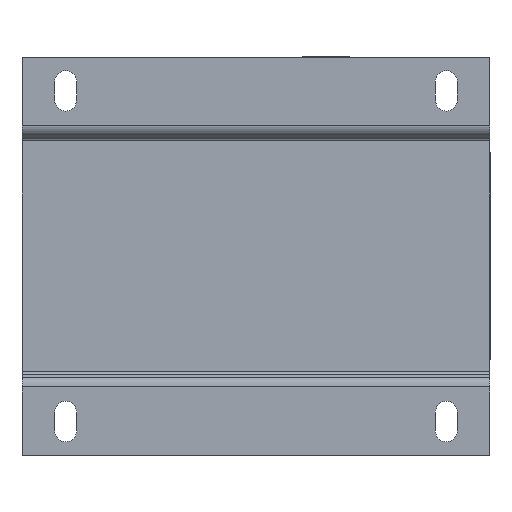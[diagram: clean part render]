
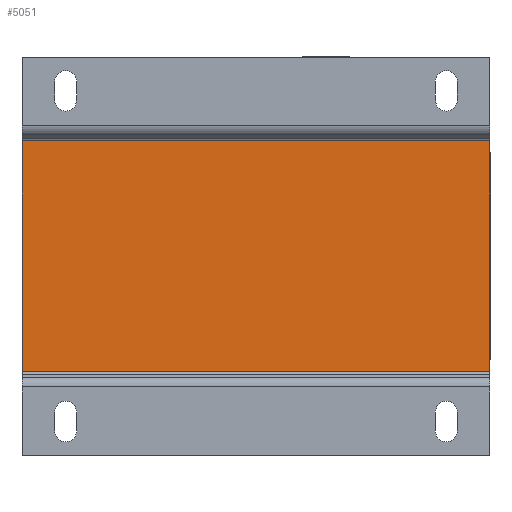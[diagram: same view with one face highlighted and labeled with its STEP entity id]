
A CAD part, front view. The second image highlights one B-rep face of the part: STEP entity #5051.
In plain terms, the highlighted planar face has unit normal (0, -1, 0).
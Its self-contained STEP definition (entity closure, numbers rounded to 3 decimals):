
#23 = LINE ( 'NONE', #5130, #431 ) ;
#390 = DIRECTION ( 'NONE',  ( 0., 1., 0. ) ) ;
#431 = VECTOR ( 'NONE', #535, 1000. ) ;
#535 = DIRECTION ( 'NONE',  ( 0., 0., 1. ) ) ;
#863 = VERTEX_POINT ( 'NONE', #7589 ) ;
#1578 = ORIENTED_EDGE ( 'NONE', *, *, #7497, .F. ) ;
#1690 = DIRECTION ( 'NONE',  ( 0., 0., -1. ) ) ;
#1713 = FACE_OUTER_BOUND ( 'NONE', #2606, .T. ) ;
#1864 = LINE ( 'NONE', #5001, #6798 ) ;
#2606 = EDGE_LOOP ( 'NONE', ( #8165, #5426, #3142, #1578 ) ) ;
#3142 = ORIENTED_EDGE ( 'NONE', *, *, #7643, .T. ) ;
#3378 = AXIS2_PLACEMENT_3D ( 'NONE', #5388, #390, #4331 ) ;
#3463 = PLANE ( 'NONE',  #3378 ) ;
#4211 = LINE ( 'NONE', #6220, #7731 ) ;
#4331 = DIRECTION ( 'NONE',  ( 0., 0., 1. ) ) ;
#4521 = EDGE_CURVE ( 'Defeature ausgef�hrt1_116+Defeature ausgef�hrt1_97+Defeature ausgef�hrt1_114+Defeature ausgef�hrt1_115', #7721, #863, #7476, .T. ) ;
#4712 = VERTEX_POINT ( 'NONE', #8348 ) ;
#5001 = CARTESIAN_POINT ( 'NONE',  ( 0., -65., -37. ) ) ;
#5051 = ADVANCED_FACE ( 'Defeature ausgef�hrt1_97', ( #1713 ), #3463, .F. ) ;
#5102 = CARTESIAN_POINT ( 'NONE',  ( 75., -65., -37. ) ) ;
#5130 = CARTESIAN_POINT ( 'NONE',  ( -75., -65., -63.75 ) ) ;
#5136 = CARTESIAN_POINT ( 'NONE',  ( -75., -65., 37. ) ) ;
#5246 = CARTESIAN_POINT ( 'NONE',  ( 0., -65., 37. ) ) ;
#5388 = CARTESIAN_POINT ( 'NONE',  ( 0., -65., 0. ) ) ;
#5426 = ORIENTED_EDGE ( 'NONE', *, *, #8289, .F. ) ;
#5528 = DIRECTION ( 'NONE',  ( 1., 0., 0. ) ) ;
#5750 = VECTOR ( 'NONE', #6511, 1000. ) ;
#6220 = CARTESIAN_POINT ( 'NONE',  ( 75., -65., -63.75 ) ) ;
#6511 = DIRECTION ( 'NONE',  ( 1., 0., 0. ) ) ;
#6798 = VECTOR ( 'NONE', #5528, 1000. ) ;
#7476 = LINE ( 'NONE', #5246, #5750 ) ;
#7497 = EDGE_CURVE ( 'Defeature ausgef�hrt1_96+Defeature ausgef�hrt1_97+Defeature ausgef�hrt1_115+Defeature ausgef�hrt1_103', #863, #8242, #4211, .T. ) ;
#7589 = CARTESIAN_POINT ( 'NONE',  ( 75., -65., 37. ) ) ;
#7643 = EDGE_CURVE ( 'Defeature ausgef�hrt1_97+Defeature ausgef�hrt1_104+Defeature ausgef�hrt1_94+Defeature ausgef�hrt1_96', #4712, #8242, #1864, .T. ) ;
#7721 = VERTEX_POINT ( 'NONE', #5136 ) ;
#7731 = VECTOR ( 'NONE', #1690, 1000. ) ;
#8165 = ORIENTED_EDGE ( 'NONE', *, *, #4521, .F. ) ;
#8242 = VERTEX_POINT ( 'NONE', #5102 ) ;
#8289 = EDGE_CURVE ( 'Defeature ausgef�hrt1_94+Defeature ausgef�hrt1_97+Defeature ausgef�hrt1_102+Defeature ausgef�hrt1_114', #4712, #7721, #23, .T. ) ;
#8348 = CARTESIAN_POINT ( 'NONE',  ( -75., -65., -37. ) ) ;
